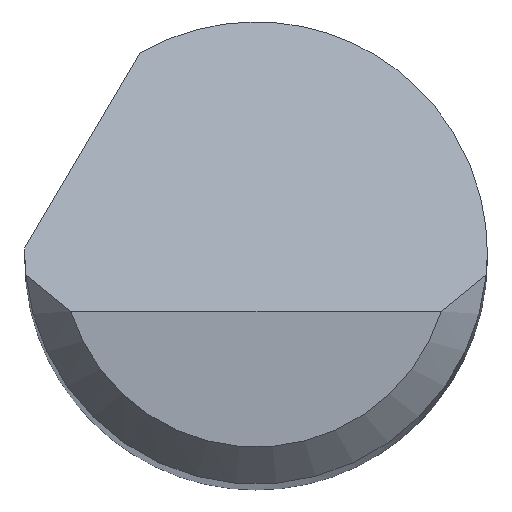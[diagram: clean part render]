
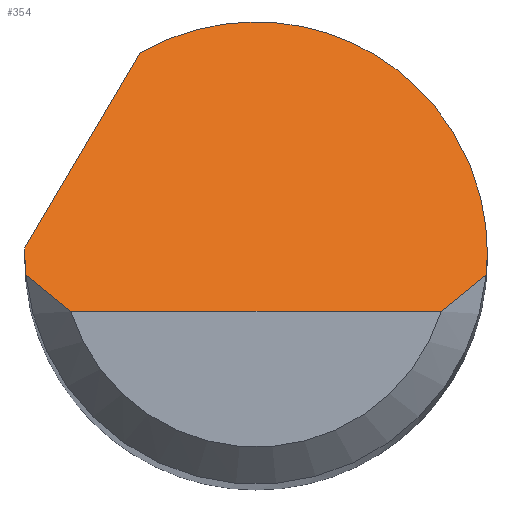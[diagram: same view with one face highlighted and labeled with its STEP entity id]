
A CAD part, top view. The second image highlights one B-rep face of the part: STEP entity #354.
In plain terms, the highlighted planar face has unit normal (0, 0.707, 0.707).
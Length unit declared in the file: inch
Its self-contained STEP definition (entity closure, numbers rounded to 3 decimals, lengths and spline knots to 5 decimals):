
#9 = EDGE_CURVE ( 'NONE', #639, #176, #773, .T. ) ;
#15 = FACE_OUTER_BOUND ( 'NONE', #822, .T. ) ;
#24 =( BOUNDED_CURVE ( )  B_SPLINE_CURVE ( 3, ( #206, #462, #582, #452 ),
 .UNSPECIFIED., .F., .T. ) 
 B_SPLINE_CURVE_WITH_KNOTS ( ( 4, 4 ),
 ( 5.75677, 7.85398 ),
 .UNSPECIFIED. ) 
 CURVE ( )  GEOMETRIC_REPRESENTATION_ITEM ( )  RATIONAL_B_SPLINE_CURVE ( ( 1., 0.666, 0.666, 1. ) ) 
 REPRESENTATION_ITEM ( '' )  );
#28 = CARTESIAN_POINT ( 'NONE',  ( -0.09374, 0.00133, 1.97492 ) ) ;
#56 = VERTEX_POINT ( 'NONE', #407 ) ;
#62 = ORIENTED_EDGE ( 'NONE', *, *, #774, .F. ) ;
#80 = LINE ( 'NONE', #613, #521 ) ;
#83 = DIRECTION ( 'NONE',  ( 0., 0.707, -0.707 ) ) ;
#85 = CARTESIAN_POINT ( 'NONE',  ( -0.09375, -0.00292, 1.97917 ) ) ;
#88 = CARTESIAN_POINT ( 'NONE',  ( -0.09373, 0.002, 1.97425 ) ) ;
#89 =( BOUNDED_CURVE ( )  B_SPLINE_CURVE ( 3, ( #457, #516, #590, #200 ),
 .UNSPECIFIED., .F., .T. ) 
 B_SPLINE_CURVE_WITH_KNOTS ( ( 4, 4 ),
 ( 1.5708, 1.66427 ),
 .UNSPECIFIED. ) 
 CURVE ( )  GEOMETRIC_REPRESENTATION_ITEM ( )  RATIONAL_B_SPLINE_CURVE ( ( 1., 0.999, 0.999, 1. ) ) 
 REPRESENTATION_ITEM ( '' )  );
#95 = PLANE ( 'NONE',  #483 ) ;
#115 = EDGE_CURVE ( 'NONE', #408, #56, #468, .T. ) ;
#136 = CARTESIAN_POINT ( 'NONE',  ( 0.08761, -0.01397, 1.99022 ) ) ;
#176 = VERTEX_POINT ( 'NONE', #299 ) ;
#200 = CARTESIAN_POINT ( 'NONE',  ( 0.09334, -0.00875, 1.985 ) ) ;
#206 = CARTESIAN_POINT ( 'NONE',  ( -0.0471, 0.08106, 1.89519 ) ) ;
#262 = VERTEX_POINT ( 'NONE', #681 ) ;
#299 = CARTESIAN_POINT ( 'NONE',  ( 0.09334, -0.00875, 1.985 ) ) ;
#319 = CARTESIAN_POINT ( 'NONE',  ( 0.08157, -0.019, 1.99525 ) ) ;
#327 = ORIENTED_EDGE ( 'NONE', *, *, #730, .F. ) ;
#329 = CARTESIAN_POINT ( 'NONE',  ( -0.08761, -0.01397, 1.99022 ) ) ;
#331 = ORIENTED_EDGE ( 'NONE', *, *, #489, .F. ) ;
#334 = CARTESIAN_POINT ( 'NONE',  ( 0.09334, -0.00875, 1.985 ) ) ;
#354 = ADVANCED_FACE ( 'NONE', ( #15 ), #95, .F. ) ;
#361 = CARTESIAN_POINT ( 'NONE',  ( -0.09373, 0.002, 1.97425 ) ) ;
#372 = VERTEX_POINT ( 'NONE', #88 ) ;
#382 = ORIENTED_EDGE ( 'NONE', *, *, #115, .F. ) ;
#384 = EDGE_CURVE ( 'NONE', #372, #262, #80, .T. ) ;
#407 = CARTESIAN_POINT ( 'NONE',  ( -0.09375, 0., 1.97625 ) ) ;
#408 = VERTEX_POINT ( 'NONE', #738 ) ;
#409 = B_SPLINE_CURVE_WITH_KNOTS ( 'NONE', 3,
 ( #776, #329, #834, #707 ),
 .UNSPECIFIED., .F., .F.,
 ( 4, 4 ),
 ( 0., 0.00071 ),
 .UNSPECIFIED. ) ;
#422 = CARTESIAN_POINT ( 'NONE',  ( -0.07508, -0.02375, 2. ) ) ;
#439 = ORIENTED_EDGE ( 'NONE', *, *, #384, .F. ) ;
#442 =( BOUNDED_CURVE ( )  B_SPLINE_CURVE ( 3, ( #804, #684, #28, #361 ),
 .UNSPECIFIED., .F., .T. ) 
 B_SPLINE_CURVE_WITH_KNOTS ( ( 4, 4 ),
 ( 4.71239, 4.73372 ),
 .UNSPECIFIED. ) 
 CURVE ( )  GEOMETRIC_REPRESENTATION_ITEM ( )  RATIONAL_B_SPLINE_CURVE ( ( 1., 1., 1., 1. ) ) 
 REPRESENTATION_ITEM ( '' )  );
#443 = DIRECTION ( 'NONE',  ( 1., 0., 0. ) ) ;
#445 = CARTESIAN_POINT ( 'NONE',  ( 0.07508, -0.02375, 2. ) ) ;
#452 = CARTESIAN_POINT ( 'NONE',  ( 0.09375, 0., 1.97625 ) ) ;
#457 = CARTESIAN_POINT ( 'NONE',  ( 0.09375, 0., 1.97625 ) ) ;
#462 = CARTESIAN_POINT ( 'NONE',  ( 0.02324, 0.12193, 1.85432 ) ) ;
#467 = VECTOR ( 'NONE', #443, 39.37008 ) ;
#468 =( BOUNDED_CURVE ( )  B_SPLINE_CURVE ( 3, ( #657, #666, #85, #671 ),
 .UNSPECIFIED., .F., .T. ) 
 B_SPLINE_CURVE_WITH_KNOTS ( ( 4, 4 ),
 ( 4.61892, 4.71239 ),
 .UNSPECIFIED. ) 
 CURVE ( )  GEOMETRIC_REPRESENTATION_ITEM ( )  RATIONAL_B_SPLINE_CURVE ( ( 1., 0.999, 0.999, 1. ) ) 
 REPRESENTATION_ITEM ( '' )  );
#483 = AXIS2_PLACEMENT_3D ( 'NONE', #608, #669, #83 ) ;
#489 = EDGE_CURVE ( 'NONE', #56, #372, #442, .T. ) ;
#503 = VERTEX_POINT ( 'NONE', #624 ) ;
#504 = CARTESIAN_POINT ( 'NONE',  ( 0., -0.02375, 2. ) ) ;
#505 = ORIENTED_EDGE ( 'NONE', *, *, #561, .T. ) ;
#516 = CARTESIAN_POINT ( 'NONE',  ( 0.09375, -0.00292, 1.97917 ) ) ;
#521 = VECTOR ( 'NONE', #551, 39.37008 ) ;
#551 = DIRECTION ( 'NONE',  ( 0.385, 0.653, -0.653 ) ) ;
#561 = EDGE_CURVE ( 'NONE', #837, #639, #580, .T. ) ;
#580 = LINE ( 'NONE', #504, #467 ) ;
#582 = CARTESIAN_POINT ( 'NONE',  ( 0.09375, 0.08136, 1.89489 ) ) ;
#590 = CARTESIAN_POINT ( 'NONE',  ( 0.09361, -0.00584, 1.98209 ) ) ;
#591 = ORIENTED_EDGE ( 'NONE', *, *, #710, .T. ) ;
#608 = CARTESIAN_POINT ( 'NONE',  ( -0.09375, -0.02375, 2. ) ) ;
#613 = CARTESIAN_POINT ( 'NONE',  ( -0.10667, -0.01994, 1.99619 ) ) ;
#624 = CARTESIAN_POINT ( 'NONE',  ( 0.09375, 0., 1.97625 ) ) ;
#639 = VERTEX_POINT ( 'NONE', #445 ) ;
#643 = CARTESIAN_POINT ( 'NONE',  ( 0.07508, -0.02375, 2. ) ) ;
#657 = CARTESIAN_POINT ( 'NONE',  ( -0.09334, -0.00875, 1.985 ) ) ;
#666 = CARTESIAN_POINT ( 'NONE',  ( -0.09361, -0.00584, 1.98209 ) ) ;
#669 = DIRECTION ( 'NONE',  ( 0., -0.707, -0.707 ) ) ;
#671 = CARTESIAN_POINT ( 'NONE',  ( -0.09375, 0., 1.97625 ) ) ;
#681 = CARTESIAN_POINT ( 'NONE',  ( -0.0471, 0.08106, 1.89519 ) ) ;
#684 = CARTESIAN_POINT ( 'NONE',  ( -0.09375, 0.00067, 1.97558 ) ) ;
#707 = CARTESIAN_POINT ( 'NONE',  ( -0.07508, -0.02375, 2. ) ) ;
#710 = EDGE_CURVE ( 'NONE', #408, #837, #409, .T. ) ;
#730 = EDGE_CURVE ( 'NONE', #262, #503, #24, .T. ) ;
#738 = CARTESIAN_POINT ( 'NONE',  ( -0.09334, -0.00875, 1.985 ) ) ;
#773 = B_SPLINE_CURVE_WITH_KNOTS ( 'NONE', 3,
 ( #643, #319, #136, #334 ),
 .UNSPECIFIED., .F., .F.,
 ( 4, 4 ),
 ( 0., 0.00071 ),
 .UNSPECIFIED. ) ;
#774 = EDGE_CURVE ( 'NONE', #503, #176, #89, .T. ) ;
#776 = CARTESIAN_POINT ( 'NONE',  ( -0.09334, -0.00875, 1.985 ) ) ;
#800 = ORIENTED_EDGE ( 'NONE', *, *, #9, .T. ) ;
#804 = CARTESIAN_POINT ( 'NONE',  ( -0.09375, 0., 1.97625 ) ) ;
#822 = EDGE_LOOP ( 'NONE', ( #505, #800, #62, #327, #439, #331, #382, #591 ) ) ;
#834 = CARTESIAN_POINT ( 'NONE',  ( -0.08157, -0.019, 1.99525 ) ) ;
#837 = VERTEX_POINT ( 'NONE', #422 ) ;
